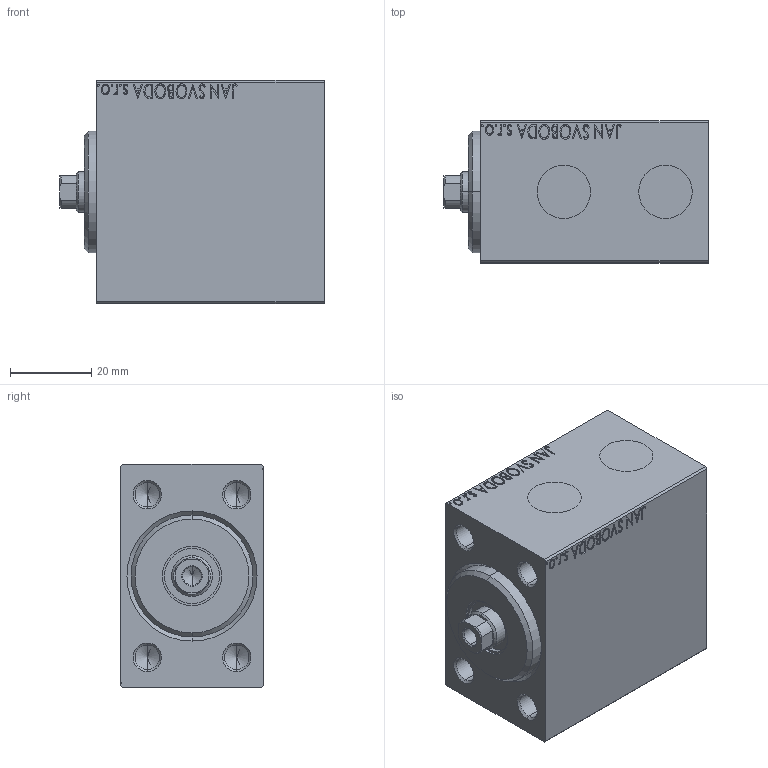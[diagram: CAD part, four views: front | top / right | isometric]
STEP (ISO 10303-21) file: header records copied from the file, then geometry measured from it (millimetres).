
FILE_DESCRIPTION (( 'STEP AP203' ), '1' );
FILE_NAME ('1299.STEP', '2021-11-02T01:13:31', ( '' ), ( '' ), 'SwSTEP 2.0', 'SolidWorks 2019', '' );
FILE_SCHEMA (( 'CONFIG_CONTROL_DESIGN' ));
Length unit declared in the file: millimetre
Products named in the file (4): 1299; V450CM_B 487e4b92a2c1478ce87fa269f04e13bc; V450CM_B_VCP 487e4b92a2c1478ce87fa269f04e13bc; V450CM_VC_B 487e4b92a2c1478ce87fa269f04e13bc
Assembly tree (3 placements, depth 2):
  1299
    V450CM_B 487e4b92a2c1478ce87fa269f04e13bc
    V450CM_B_VCP 487e4b92a2c1478ce87fa269f04e13bc
    V450CM_VC_B 487e4b92a2c1478ce87fa269f04e13bc
Bounding box: 65 x 35 x 55 mm (x, y, z)
Volume: 98964 mm3; surface area: 27672.7 mm2
Topology: 3 solids, 3 shells, 892 faces, 2285 edges, 1495 vertices
Faces by surface type: plane 405, bspline 380, cylinder 61, cone 46
Entity records: 44747 total; most frequent: CARTESIAN_POINT 25296, ORIENTED_EDGE 4534, DIRECTION 2669, EDGE_CURVE 2267, VERTEX_POINT 1495, LINE 1341, VECTOR 1341, EDGE_LOOP 1012
